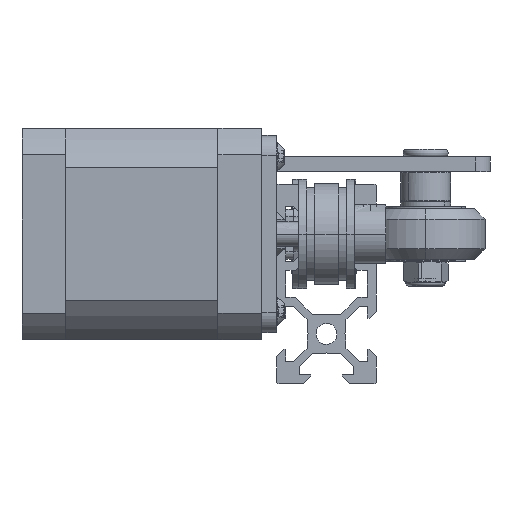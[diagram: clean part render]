
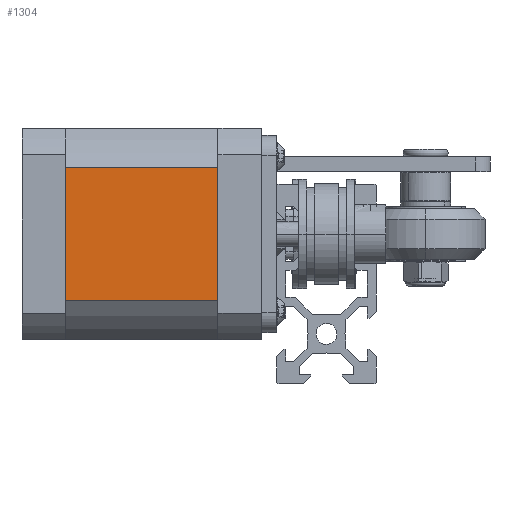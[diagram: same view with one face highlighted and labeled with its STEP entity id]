
A CAD part, front view. The second image highlights one B-rep face of the part: STEP entity #1304.
In plain terms, the highlighted planar face has unit normal (0, -1, 0).
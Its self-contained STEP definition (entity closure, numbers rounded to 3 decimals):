
#1304=ADVANCED_FACE('',(#2774),#18614,.T.);
#2774=FACE_OUTER_BOUND('',#4160,.T.);
#4160=EDGE_LOOP('',(#7772,#7773,#7774,#7775));
#7772=ORIENTED_EDGE('',*,*,#11856,.F.);
#7773=ORIENTED_EDGE('',*,*,#11859,.F.);
#7774=ORIENTED_EDGE('',*,*,#11848,.T.);
#7775=ORIENTED_EDGE('',*,*,#11865,.T.);
#11848=EDGE_CURVE('',#16889,#16888,#13828,.T.);
#11856=EDGE_CURVE('',#16897,#16896,#13832,.T.);
#11859=EDGE_CURVE('',#16889,#16897,#13834,.T.);
#11865=EDGE_CURVE('',#16888,#16896,#13840,.T.);
#13828=B_SPLINE_CURVE_WITH_KNOTS('',1,(#31560,#31561),.UNSPECIFIED.,.F.,
 .F.,(2,2),(0.,26.789),.UNSPECIFIED.);
#13832=B_SPLINE_CURVE_WITH_KNOTS('',1,(#31580,#31581),.UNSPECIFIED.,.F.,
 .F.,(2,2),(0.,26.789),.UNSPECIFIED.);
#13834=B_SPLINE_CURVE_WITH_KNOTS('',1,(#31587,#31588),.UNSPECIFIED.,.F.,
 .F.,(2,2),(0.,30.5),.UNSPECIFIED.);
#13840=B_SPLINE_CURVE_WITH_KNOTS('',1,(#31599,#31600),.UNSPECIFIED.,.F.,
 .F.,(2,2),(0.,30.5),.UNSPECIFIED.);
#16888=VERTEX_POINT('',#31203);
#16889=VERTEX_POINT('',#31204);
#16896=VERTEX_POINT('',#31211);
#16897=VERTEX_POINT('',#31212);
#18614=PLANE('',#19145);
#19145=AXIS2_PLACEMENT_3D('',#30955,#19659,$);
#19659=DIRECTION('',(0.,-1.,0.));
#30955=CARTESIAN_POINT('',(137.115,-686.51,236.487));
#31203=CARTESIAN_POINT('',(137.115,-686.51,236.487));
#31204=CARTESIAN_POINT('',(137.115,-686.51,263.276));
#31211=CARTESIAN_POINT('',(167.615,-686.51,236.487));
#31212=CARTESIAN_POINT('',(167.615,-686.51,263.276));
#31560=CARTESIAN_POINT('',(137.115,-686.51,263.276));
#31561=CARTESIAN_POINT('',(137.115,-686.51,236.487));
#31580=CARTESIAN_POINT('',(167.615,-686.51,263.276));
#31581=CARTESIAN_POINT('',(167.615,-686.51,236.487));
#31587=CARTESIAN_POINT('',(137.115,-686.51,263.276));
#31588=CARTESIAN_POINT('',(167.615,-686.51,263.276));
#31599=CARTESIAN_POINT('',(137.115,-686.51,236.487));
#31600=CARTESIAN_POINT('',(167.615,-686.51,236.487));
